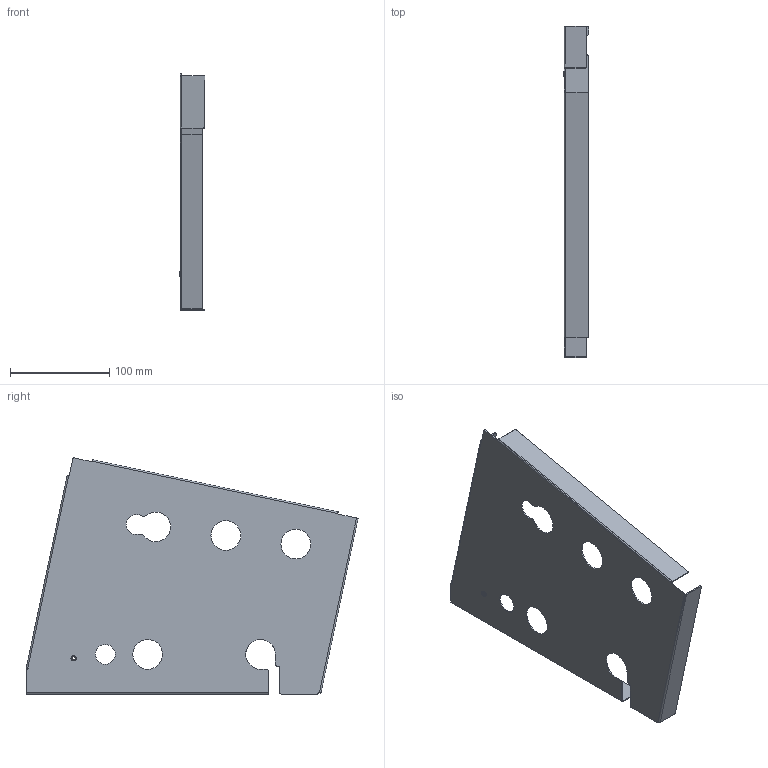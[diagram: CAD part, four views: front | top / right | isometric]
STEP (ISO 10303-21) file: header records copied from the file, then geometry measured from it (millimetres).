
FILE_DESCRIPTION(/* description */ (''),/* implementation_level */ '2;1');
FILE_NAME(/* name */ 'heat-shield-R',/* time_stamp */ '2024-09-09T00:29:41+09:00',/* author */ (''),/* organization */ (''),/* preprocessor_version */ 'ST-DEVELOPER v19.2',/* originating_system */ 'Rhino 8.10',/* authorisation */ '');
FILE_SCHEMA (('AUTOMOTIVE_DESIGN_CC2'));
Length unit declared in the file: millimetre
Products named in the file (1): Document
Bounding box: 26 x 334.88 x 238.11 mm (x, y, z)
Volume: 78382.5 mm3; surface area: 158640.5 mm2
Topology: 1 solids, 1 shells, 87 faces, 252 edges, 168 vertices
Faces by surface type: cylinder 51, plane 36
Entity records: 3011 total; most frequent: CARTESIAN_POINT 875, ORIENTED_EDGE 504, DIRECTION 287, EDGE_CURVE 252, AXIS2_PLACEMENT_3D 187, VERTEX_POINT 168, B_SPLINE_CURVE_WITH_KNOTS 128, EDGE_LOOP 106
